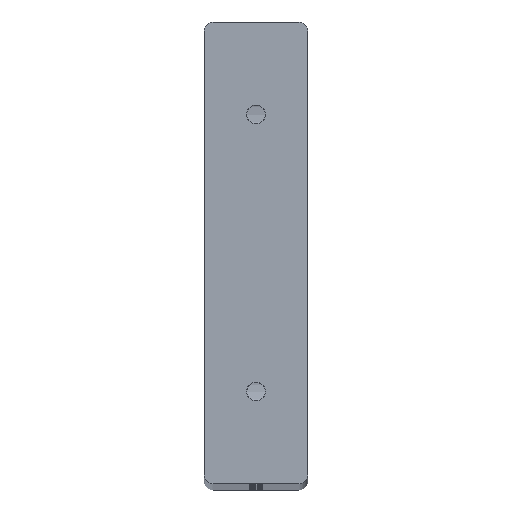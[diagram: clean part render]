
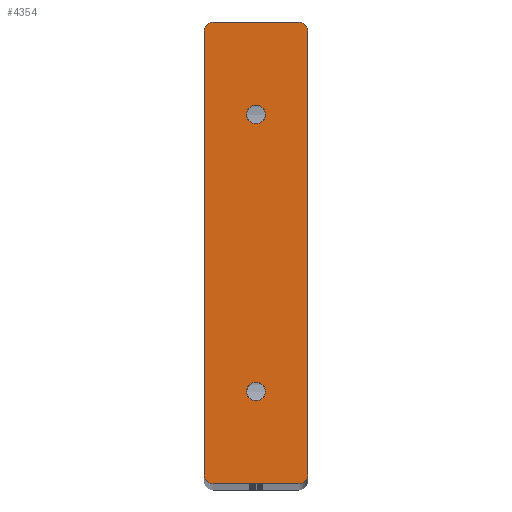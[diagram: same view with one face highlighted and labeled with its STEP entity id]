
A CAD part, top view. The second image highlights one B-rep face of the part: STEP entity #4354.
In plain terms, the highlighted planar face has unit normal (0, 0, 1).
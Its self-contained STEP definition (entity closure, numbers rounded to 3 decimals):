
#87 = CARTESIAN_POINT ( 'NONE',  ( 9.812, -61.727, 1500. ) ) ;
#300 = ORIENTED_EDGE ( 'NONE', *, *, #609, .T. ) ;
#304 = CARTESIAN_POINT ( 'NONE',  ( -27.188, -65.727, 1500. ) ) ;
#313 = DIRECTION ( 'NONE',  ( 1., 0., 0. ) ) ;
#346 = DIRECTION ( 'NONE',  ( -1., 0., 0. ) ) ;
#384 = ORIENTED_EDGE ( 'NONE', *, *, #3939, .T. ) ;
#543 = CARTESIAN_POINT ( 'NONE',  ( -8.688, 94.273, 1500. ) ) ;
#608 = CARTESIAN_POINT ( 'NONE',  ( -12.713, -25.727, 1500. ) ) ;
#609 = EDGE_CURVE ( 'NONE', #4154, #3251, #772, .T. ) ;
#678 = DIRECTION ( 'NONE',  ( 0., 0., 1. ) ) ;
#740 = CARTESIAN_POINT ( 'NONE',  ( 13.812, -61.727, 1500. ) ) ;
#759 = DIRECTION ( 'NONE',  ( 0., 1., 0. ) ) ;
#772 = CIRCLE ( 'NONE', #2241, 4. ) ;
#785 = ORIENTED_EDGE ( 'NONE', *, *, #1523, .T. ) ;
#790 = CARTESIAN_POINT ( 'NONE',  ( -31.188, 134.273, 1500. ) ) ;
#793 = CIRCLE ( 'NONE', #5479, 4.025 ) ;
#800 = EDGE_LOOP ( 'NONE', ( #3479, #3066 ) ) ;
#835 = FACE_OUTER_BOUND ( 'NONE', #1445, .T. ) ;
#860 = DIRECTION ( 'NONE',  ( -1., 0., 0. ) ) ;
#958 = CIRCLE ( 'NONE', #3536, 4. ) ;
#968 = ORIENTED_EDGE ( 'NONE', *, *, #2803, .T. ) ;
#1173 = DIRECTION ( 'NONE',  ( 0., 0., 1. ) ) ;
#1248 = AXIS2_PLACEMENT_3D ( 'NONE', #2956, #1173, #313 ) ;
#1274 = DIRECTION ( 'NONE',  ( 0., 0., -1. ) ) ;
#1334 = DIRECTION ( 'NONE',  ( 1., 0., 0. ) ) ;
#1376 = CARTESIAN_POINT ( 'NONE',  ( -31.188, -61.727, 1500. ) ) ;
#1378 = VECTOR ( 'NONE', #5299, 1000. ) ;
#1425 = CARTESIAN_POINT ( 'NONE',  ( -27.188, -61.727, 1500. ) ) ;
#1445 = EDGE_LOOP ( 'NONE', ( #968, #4723, #2929, #785, #384, #300, #4232, #4689 ) ) ;
#1462 = ORIENTED_EDGE ( 'NONE', *, *, #4777, .F. ) ;
#1523 = EDGE_CURVE ( 'NONE', #4457, #5425, #3349, .T. ) ;
#1619 = EDGE_LOOP ( 'NONE', ( #1462, #3163 ) ) ;
#1787 = CARTESIAN_POINT ( 'NONE',  ( -31.188, -65.727, 1500. ) ) ;
#1802 = DIRECTION ( 'NONE',  ( 0., -1., 0. ) ) ;
#1851 = VERTEX_POINT ( 'NONE', #4561 ) ;
#1948 = CARTESIAN_POINT ( 'NONE',  ( -31.188, 130.273, 1500. ) ) ;
#1992 = VECTOR ( 'NONE', #759, 1000. ) ;
#2013 = EDGE_CURVE ( 'NONE', #3251, #2617, #2497, .T. ) ;
#2024 = VERTEX_POINT ( 'NONE', #2070 ) ;
#2070 = CARTESIAN_POINT ( 'NONE',  ( -12.713, 94.273, 1500. ) ) ;
#2150 = FACE_BOUND ( 'NONE', #800, .T. ) ;
#2159 = DIRECTION ( 'NONE',  ( 0., 0., 1. ) ) ;
#2184 = DIRECTION ( 'NONE',  ( 1., 0., 0. ) ) ;
#2241 = AXIS2_PLACEMENT_3D ( 'NONE', #2830, #678, #4131 ) ;
#2249 = EDGE_CURVE ( 'NONE', #1851, #2024, #4879, .T. ) ;
#2447 = VERTEX_POINT ( 'NONE', #608 ) ;
#2497 = LINE ( 'NONE', #790, #3048 ) ;
#2522 = CARTESIAN_POINT ( 'NONE',  ( 13.812, 134.273, 1500. ) ) ;
#2578 = EDGE_CURVE ( 'NONE', #3966, #4457, #5267, .T. ) ;
#2599 = DIRECTION ( 'NONE',  ( -1., 0., 0. ) ) ;
#2617 = VERTEX_POINT ( 'NONE', #2871 ) ;
#2803 = EDGE_CURVE ( 'NONE', #3030, #3661, #5254, .T. ) ;
#2830 = CARTESIAN_POINT ( 'NONE',  ( 9.812, 130.273, 1500. ) ) ;
#2871 = CARTESIAN_POINT ( 'NONE',  ( -27.188, 134.273, 1500. ) ) ;
#2898 = CIRCLE ( 'NONE', #3909, 4.025 ) ;
#2929 = ORIENTED_EDGE ( 'NONE', *, *, #2578, .T. ) ;
#2942 = CARTESIAN_POINT ( 'NONE',  ( 0., 0., 1500. ) ) ;
#2956 = CARTESIAN_POINT ( 'NONE',  ( -8.688, -25.727, 1500. ) ) ;
#2958 = DIRECTION ( 'NONE',  ( -1., 0., 0. ) ) ;
#3030 = VERTEX_POINT ( 'NONE', #1948 ) ;
#3039 = CARTESIAN_POINT ( 'NONE',  ( -8.688, 94.273, 1500. ) ) ;
#3048 = VECTOR ( 'NONE', #3816, 1000. ) ;
#3063 = DIRECTION ( 'NONE',  ( 0., 0., 1. ) ) ;
#3066 = ORIENTED_EDGE ( 'NONE', *, *, #4828, .F. ) ;
#3067 = CARTESIAN_POINT ( 'NONE',  ( -31.188, 134.273, 1500. ) ) ;
#3092 = AXIS2_PLACEMENT_3D ( 'NONE', #2942, #1274, #2599 ) ;
#3163 = ORIENTED_EDGE ( 'NONE', *, *, #5468, .F. ) ;
#3186 = DIRECTION ( 'NONE',  ( 0., 0., 1. ) ) ;
#3251 = VERTEX_POINT ( 'NONE', #3877 ) ;
#3349 = CIRCLE ( 'NONE', #3613, 4. ) ;
#3455 = PLANE ( 'NONE',  #3092 ) ;
#3479 = ORIENTED_EDGE ( 'NONE', *, *, #2249, .F. ) ;
#3491 = DIRECTION ( 'NONE',  ( 0., 0., 1. ) ) ;
#3515 = CARTESIAN_POINT ( 'NONE',  ( -4.663, -25.727, 1500. ) ) ;
#3536 = AXIS2_PLACEMENT_3D ( 'NONE', #4748, #3063, #346 ) ;
#3591 = DIRECTION ( 'NONE',  ( 0., 0., 1. ) ) ;
#3613 = AXIS2_PLACEMENT_3D ( 'NONE', #87, #3591, #860 ) ;
#3649 = DIRECTION ( 'NONE',  ( 0., 0., 1. ) ) ;
#3661 = VERTEX_POINT ( 'NONE', #1376 ) ;
#3816 = DIRECTION ( 'NONE',  ( -1., 0., 0. ) ) ;
#3877 = CARTESIAN_POINT ( 'NONE',  ( 9.812, 134.273, 1500. ) ) ;
#3909 = AXIS2_PLACEMENT_3D ( 'NONE', #4784, #2159, #1334 ) ;
#3939 = EDGE_CURVE ( 'NONE', #5425, #4154, #4616, .T. ) ;
#3958 = VECTOR ( 'NONE', #1802, 1000. ) ;
#3966 = VERTEX_POINT ( 'NONE', #304 ) ;
#4085 = CIRCLE ( 'NONE', #1248, 4.025 ) ;
#4131 = DIRECTION ( 'NONE',  ( -1., 0., 0. ) ) ;
#4154 = VERTEX_POINT ( 'NONE', #5041 ) ;
#4232 = ORIENTED_EDGE ( 'NONE', *, *, #2013, .T. ) ;
#4354 = ADVANCED_FACE ( 'NONE', ( #2150, #5651, #835 ), #3455, .F. ) ;
#4457 = VERTEX_POINT ( 'NONE', #4941 ) ;
#4505 = AXIS2_PLACEMENT_3D ( 'NONE', #543, #3649, #5405 ) ;
#4561 = CARTESIAN_POINT ( 'NONE',  ( -4.663, 94.273, 1500. ) ) ;
#4571 = EDGE_CURVE ( 'NONE', #3661, #3966, #5374, .T. ) ;
#4616 = LINE ( 'NONE', #2522, #1992 ) ;
#4689 = ORIENTED_EDGE ( 'NONE', *, *, #5670, .T. ) ;
#4723 = ORIENTED_EDGE ( 'NONE', *, *, #4571, .T. ) ;
#4748 = CARTESIAN_POINT ( 'NONE',  ( -27.188, 130.273, 1500. ) ) ;
#4774 = VERTEX_POINT ( 'NONE', #3515 ) ;
#4777 = EDGE_CURVE ( 'NONE', #4774, #2447, #2898, .T. ) ;
#4784 = CARTESIAN_POINT ( 'NONE',  ( -8.688, -25.727, 1500. ) ) ;
#4828 = EDGE_CURVE ( 'NONE', #2024, #1851, #793, .T. ) ;
#4879 = CIRCLE ( 'NONE', #4505, 4.025 ) ;
#4916 = AXIS2_PLACEMENT_3D ( 'NONE', #1425, #3186, #2958 ) ;
#4941 = CARTESIAN_POINT ( 'NONE',  ( 9.812, -65.727, 1500. ) ) ;
#5041 = CARTESIAN_POINT ( 'NONE',  ( 13.812, 130.273, 1500. ) ) ;
#5254 = LINE ( 'NONE', #3067, #3958 ) ;
#5267 = LINE ( 'NONE', #1787, #1378 ) ;
#5299 = DIRECTION ( 'NONE',  ( 1., 0., 0. ) ) ;
#5374 = CIRCLE ( 'NONE', #4916, 4. ) ;
#5405 = DIRECTION ( 'NONE',  ( 1., 0., 0. ) ) ;
#5425 = VERTEX_POINT ( 'NONE', #740 ) ;
#5468 = EDGE_CURVE ( 'NONE', #2447, #4774, #4085, .T. ) ;
#5479 = AXIS2_PLACEMENT_3D ( 'NONE', #3039, #3491, #2184 ) ;
#5651 = FACE_BOUND ( 'NONE', #1619, .T. ) ;
#5670 = EDGE_CURVE ( 'NONE', #2617, #3030, #958, .T. ) ;
